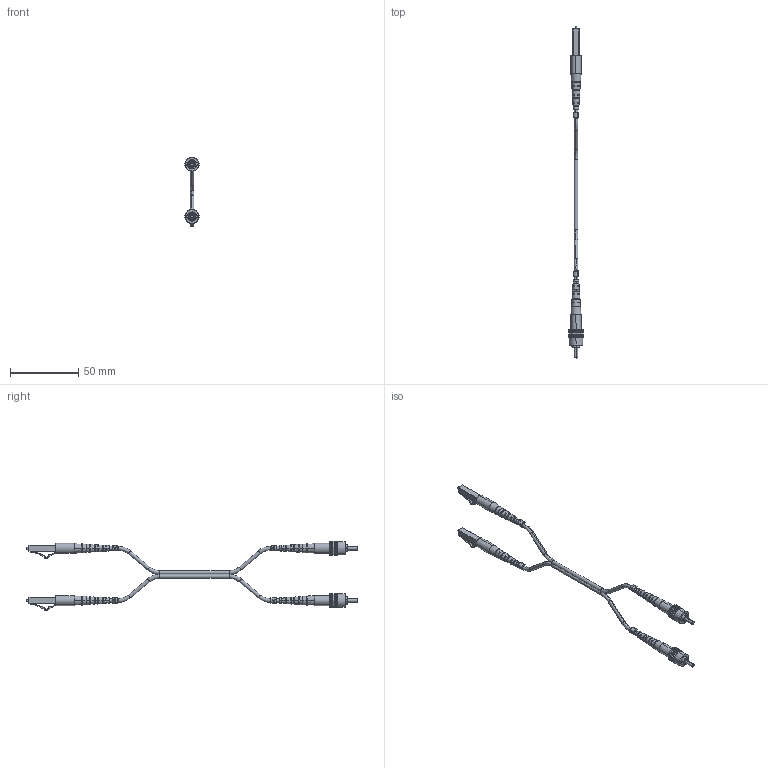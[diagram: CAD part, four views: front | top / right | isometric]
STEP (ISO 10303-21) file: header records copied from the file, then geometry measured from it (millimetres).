
FILE_DESCRIPTION (( 'STEP AP203' ), '1' );
FILE_NAME ('SFODST-LC.STEP', '2006-06-23T20:19:54', ( 'lcom' ), ( 'lcom' ), 'SwSTEP 2.0', 'SolidWorks 2006004', '' );
FILE_SCHEMA (( 'CONFIG_CONTROL_DESIGN' ));
Length unit declared in the file: inch
Products named in the file (11): SFODST-LC; CONN-LC3-020-1-MA1; LBL-C3P-B; LBL-C3P-A; CONN-95-200-06-BP3B; CONN-95-200-06-BP3B-MA3; CONN-95-200-06-BP3B-MA2; CONN-95-200-06-BP3B-MA1; CONN-LC3-020-1-MA2; N602-INS-ZC-10C; CONN-LC3-020-1
Assembly tree (14 placements, depth 3):
  SFODST-LC
    LBL-C3P-B  x2
    LBL-C3P-A  x2
    CONN-95-200-06-BP3B  x2
      CONN-95-200-06-BP3B-MA3
      CONN-95-200-06-BP3B-MA2
      CONN-95-200-06-BP3B-MA1
    N602-INS-ZC-10C
    CONN-LC3-020-1  x2
      CONN-LC3-020-1-MA2
      CONN-LC3-020-1-MA1
Bounding box: 10.3 x 243.24 x 50.94 mm (x, y, z)
Volume: 7105.6 mm3; surface area: 13291.9 mm2
Topology: 17 solids, 17 shells, 837 faces, 2349 edges, 1522 vertices
Faces by surface type: plane 590, cylinder 135, cone 60, torus 24, bspline 20, sphere 8
Entity records: 16653 total; most frequent: CARTESIAN_POINT 4035, ORIENTED_EDGE 2420, DIRECTION 2335, EDGE_CURVE 1210, AXIS2_PLACEMENT_3D 823, VERTEX_POINT 782, VECTOR 689, LINE 689
